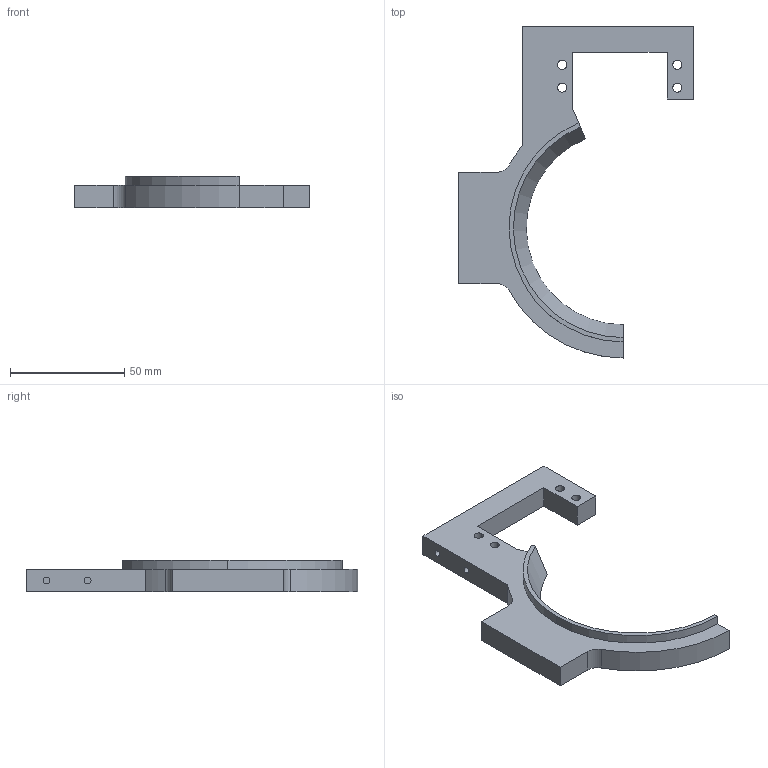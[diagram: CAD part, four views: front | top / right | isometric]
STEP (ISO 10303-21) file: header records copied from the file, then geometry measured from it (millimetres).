
FILE_DESCRIPTION (( 'STEP AP203' ), '1' );
FILE_NAME ('AmbuSupport.STEP', '2020-04-13T18:12:33', ( '' ), ( '' ), 'SwSTEP 2.0', 'SolidWorks 2019', '' );
FILE_SCHEMA (( 'CONFIG_CONTROL_DESIGN' ));
Length unit declared in the file: millimetre
Products named in the file (1): AmbuSupport
Bounding box: 102.89 x 145.5 x 14 mm (x, y, z)
Volume: 44241 mm3; surface area: 16284.5 mm2
Topology: 1 solids, 1 shells, 44 faces, 115 edges, 76 vertices
Faces by surface type: cylinder 24, plane 19, cone 1
Entity records: 1514 total; most frequent: CARTESIAN_POINT 286, DIRECTION 251, ORIENTED_EDGE 230, EDGE_CURVE 115, AXIS2_PLACEMENT_3D 93, VERTEX_POINT 76, VECTOR 65, LINE 65
